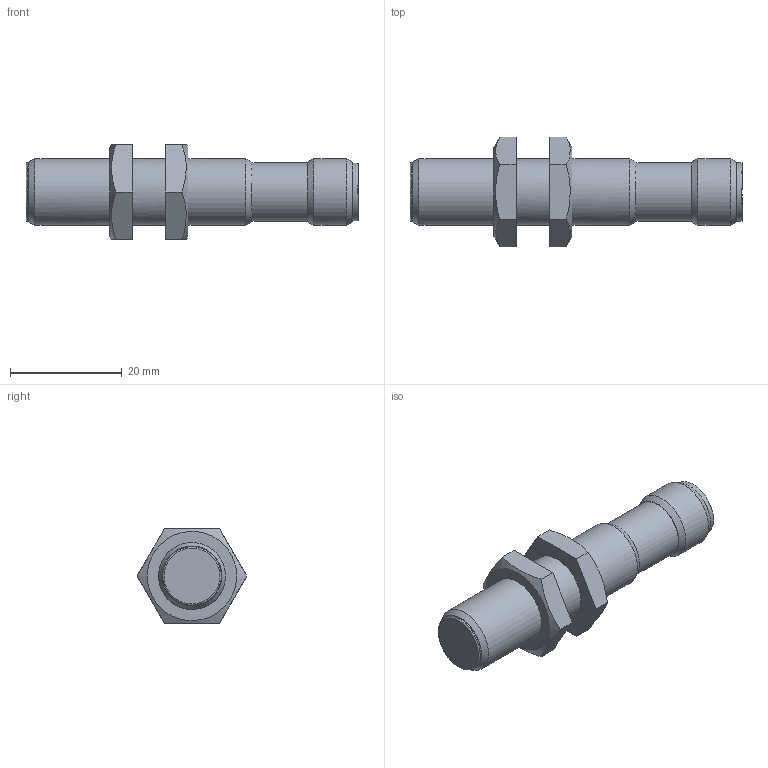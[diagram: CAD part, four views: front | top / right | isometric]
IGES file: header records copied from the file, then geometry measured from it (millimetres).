
Global section: file name: KJ4_M12MB60_V2; native system: Autodesk Inventor 2022; preprocessor: unknown; author: henry.ebert; date: 20230925.151147; units: millimetre
Bounding box: 59.5 x 19.63 x 17 mm (x, y, z)
Volume: 7441.8 mm3; surface area: 3059.8 mm2
Topology: 1 solids, 1 shells, 36 faces, 85 edges, 59 vertices
Faces by surface type: bspline 36
